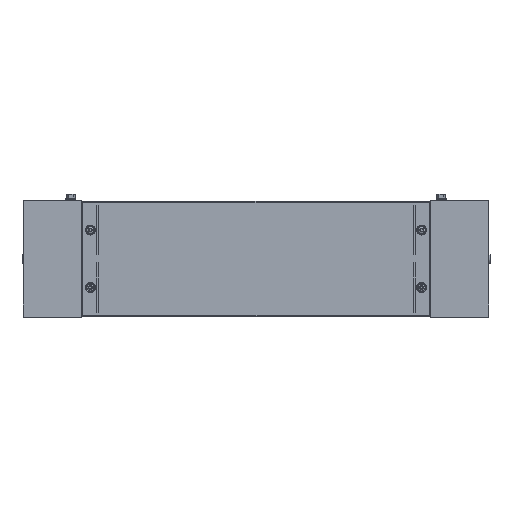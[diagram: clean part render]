
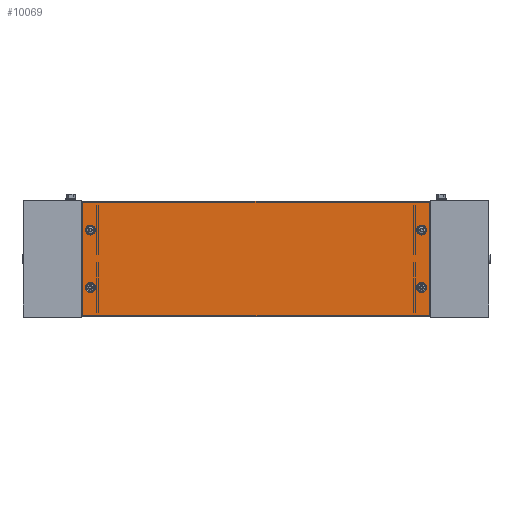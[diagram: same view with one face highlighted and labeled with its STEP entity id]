
A CAD part, top view. The second image highlights one B-rep face of the part: STEP entity #10069.
In plain terms, the highlighted face is planar.
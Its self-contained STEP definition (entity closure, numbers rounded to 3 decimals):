
#147 = LINE ( 'NONE', #5844, #12380 ) ;
#251 = CIRCLE ( 'NONE', #14858, 7.691 ) ;
#371 = AXIS2_PLACEMENT_3D ( 'NONE', #18379, #4474, #10161 ) ;
#448 = DIRECTION ( 'NONE',  ( 0., 0., 1. ) ) ;
#913 = CARTESIAN_POINT ( 'NONE',  ( 101., -1., 0. ) ) ;
#927 = ORIENTED_EDGE ( 'NONE', *, *, #16738, .T. ) ;
#980 = FACE_BOUND ( 'NONE', #10979, .T. ) ;
#1158 = DIRECTION ( 'NONE',  ( 1., 0., 0. ) ) ;
#1193 = CIRCLE ( 'NONE', #3862, 7.691 ) ;
#1529 = ORIENTED_EDGE ( 'NONE', *, *, #6971, .T. ) ;
#1942 = AXIS2_PLACEMENT_3D ( 'NONE', #13235, #448, #16113 ) ;
#2138 = EDGE_LOOP ( 'NONE', ( #9458, #8967 ) ) ;
#2255 = CARTESIAN_POINT ( 'NONE',  ( 123.191, -149.5, 0. ) ) ;
#2302 = DIRECTION ( 'NONE',  ( 1., 0., 0. ) ) ;
#2367 = EDGE_CURVE ( 'NONE', #13935, #6533, #5753, .T. ) ;
#2526 = VECTOR ( 'NONE', #13389, 1000. ) ;
#2701 = DIRECTION ( 'NONE',  ( 0., 0., 1. ) ) ;
#2883 = VERTEX_POINT ( 'NONE', #3703 ) ;
#2923 = CIRCLE ( 'NONE', #14869, 7.691 ) ;
#2942 = CARTESIAN_POINT ( 'NONE',  ( 101., -199., 0. ) ) ;
#3056 = VERTEX_POINT ( 'NONE', #12764 ) ;
#3620 = EDGE_CURVE ( 'NONE', #6533, #13030, #147, .T. ) ;
#3644 = EDGE_CURVE ( 'NONE', #12117, #13935, #10400, .T. ) ;
#3703 = CARTESIAN_POINT ( 'NONE',  ( 692.191, -149.5, 0. ) ) ;
#3862 = AXIS2_PLACEMENT_3D ( 'NONE', #12489, #6889, #2302 ) ;
#3863 = FACE_BOUND ( 'NONE', #2138, .T. ) ;
#4372 = VERTEX_POINT ( 'NONE', #4374 ) ;
#4374 = CARTESIAN_POINT ( 'NONE',  ( 692.191, -50.5, 0. ) ) ;
#4474 = DIRECTION ( 'NONE',  ( 0., 0., 1. ) ) ;
#4566 = EDGE_LOOP ( 'NONE', ( #11660, #7958 ) ) ;
#4900 = CARTESIAN_POINT ( 'NONE',  ( 115.5, -50.5, 0. ) ) ;
#5182 = DIRECTION ( 'NONE',  ( 0., 0., 1. ) ) ;
#5444 = EDGE_CURVE ( 'NONE', #13694, #9211, #9981, .T. ) ;
#5610 = AXIS2_PLACEMENT_3D ( 'NONE', #12450, #13754, #7870 ) ;
#5622 = CARTESIAN_POINT ( 'NONE',  ( 115.5, -149.5, 0. ) ) ;
#5753 = LINE ( 'NONE', #11426, #9745 ) ;
#5819 = CARTESIAN_POINT ( 'NONE',  ( 684.5, -149.5, 0. ) ) ;
#5844 = CARTESIAN_POINT ( 'NONE',  ( 699., -1., 0. ) ) ;
#6533 = VERTEX_POINT ( 'NONE', #16118 ) ;
#6772 = PLANE ( 'NONE',  #9538 ) ;
#6778 = ORIENTED_EDGE ( 'NONE', *, *, #3644, .F. ) ;
#6785 = VERTEX_POINT ( 'NONE', #6960 ) ;
#6866 = CARTESIAN_POINT ( 'NONE',  ( 0., 0., 0. ) ) ;
#6889 = DIRECTION ( 'NONE',  ( 0., 0., 1. ) ) ;
#6960 = CARTESIAN_POINT ( 'NONE',  ( 676.809, -50.5, 0. ) ) ;
#6971 = EDGE_CURVE ( 'NONE', #16181, #3056, #13361, .T. ) ;
#7091 = CARTESIAN_POINT ( 'NONE',  ( 684.5, -149.5, 0. ) ) ;
#7117 = EDGE_CURVE ( 'NONE', #2883, #10587, #2923, .T. ) ;
#7205 = CIRCLE ( 'NONE', #371, 7.691 ) ;
#7745 = CARTESIAN_POINT ( 'NONE',  ( 101., -1., 0. ) ) ;
#7752 = CARTESIAN_POINT ( 'NONE',  ( 676.809, -149.5, 0. ) ) ;
#7870 = DIRECTION ( 'NONE',  ( 1., 0., 0. ) ) ;
#7906 = CARTESIAN_POINT ( 'NONE',  ( 107.809, -149.5, 0. ) ) ;
#7958 = ORIENTED_EDGE ( 'NONE', *, *, #7117, .T. ) ;
#8121 = EDGE_LOOP ( 'NONE', ( #1529, #927 ) ) ;
#8367 = DIRECTION ( 'NONE',  ( -1., 0., 0. ) ) ;
#8769 = AXIS2_PLACEMENT_3D ( 'NONE', #7091, #2701, #15404 ) ;
#8967 = ORIENTED_EDGE ( 'NONE', *, *, #9414, .T. ) ;
#9197 = ORIENTED_EDGE ( 'NONE', *, *, #18076, .T. ) ;
#9211 = VERTEX_POINT ( 'NONE', #2255 ) ;
#9414 = EDGE_CURVE ( 'NONE', #9211, #13694, #14304, .T. ) ;
#9420 = ORIENTED_EDGE ( 'NONE', *, *, #13737, .F. ) ;
#9458 = ORIENTED_EDGE ( 'NONE', *, *, #5444, .T. ) ;
#9538 = AXIS2_PLACEMENT_3D ( 'NONE', #6866, #16667, #1158 ) ;
#9614 = CARTESIAN_POINT ( 'NONE',  ( 699., -1., 0. ) ) ;
#9745 = VECTOR ( 'NONE', #17116, 1000. ) ;
#9856 = LINE ( 'NONE', #913, #11140 ) ;
#9981 = CIRCLE ( 'NONE', #1942, 7.691 ) ;
#9996 = EDGE_LOOP ( 'NONE', ( #6778, #9420, #14477, #11097 ) ) ;
#10069 = ADVANCED_FACE ( 'NONE', ( #13767, #3863, #980, #17971, #18063 ), #6772, .F. ) ;
#10161 = DIRECTION ( 'NONE',  ( 1., 0., 0. ) ) ;
#10400 = LINE ( 'NONE', #17495, #2526 ) ;
#10587 = VERTEX_POINT ( 'NONE', #7752 ) ;
#10821 = EDGE_CURVE ( 'NONE', #6785, #4372, #7205, .T. ) ;
#10979 = EDGE_LOOP ( 'NONE', ( #14079, #9197 ) ) ;
#11097 = ORIENTED_EDGE ( 'NONE', *, *, #2367, .F. ) ;
#11140 = VECTOR ( 'NONE', #8367, 1000. ) ;
#11426 = CARTESIAN_POINT ( 'NONE',  ( 101., -199., 0. ) ) ;
#11660 = ORIENTED_EDGE ( 'NONE', *, *, #14461, .T. ) ;
#12117 = VERTEX_POINT ( 'NONE', #7745 ) ;
#12380 = VECTOR ( 'NONE', #14515, 1000. ) ;
#12450 = CARTESIAN_POINT ( 'NONE',  ( 115.5, -50.5, 0. ) ) ;
#12489 = CARTESIAN_POINT ( 'NONE',  ( 684.5, -50.5, 0. ) ) ;
#12525 = AXIS2_PLACEMENT_3D ( 'NONE', #5622, #16128, #14296 ) ;
#12764 = CARTESIAN_POINT ( 'NONE',  ( 123.191, -50.5, 0. ) ) ;
#13030 = VERTEX_POINT ( 'NONE', #9614 ) ;
#13235 = CARTESIAN_POINT ( 'NONE',  ( 115.5, -149.5, 0. ) ) ;
#13361 = CIRCLE ( 'NONE', #5610, 7.691 ) ;
#13389 = DIRECTION ( 'NONE',  ( 0., -1., 0. ) ) ;
#13694 = VERTEX_POINT ( 'NONE', #7906 ) ;
#13737 = EDGE_CURVE ( 'NONE', #13030, #12117, #9856, .T. ) ;
#13754 = DIRECTION ( 'NONE',  ( 0., 0., 1. ) ) ;
#13767 = FACE_BOUND ( 'NONE', #4566, .T. ) ;
#13935 = VERTEX_POINT ( 'NONE', #2942 ) ;
#14079 = ORIENTED_EDGE ( 'NONE', *, *, #10821, .T. ) ;
#14296 = DIRECTION ( 'NONE',  ( 1., 0., 0. ) ) ;
#14304 = CIRCLE ( 'NONE', #12525, 7.691 ) ;
#14461 = EDGE_CURVE ( 'NONE', #10587, #2883, #17720, .T. ) ;
#14477 = ORIENTED_EDGE ( 'NONE', *, *, #3620, .F. ) ;
#14515 = DIRECTION ( 'NONE',  ( 0., 1., 0. ) ) ;
#14858 = AXIS2_PLACEMENT_3D ( 'NONE', #4900, #5182, #18061 ) ;
#14869 = AXIS2_PLACEMENT_3D ( 'NONE', #5819, #18317, #17007 ) ;
#15061 = CARTESIAN_POINT ( 'NONE',  ( 107.809, -50.5, 0. ) ) ;
#15404 = DIRECTION ( 'NONE',  ( 1., 0., 0. ) ) ;
#16113 = DIRECTION ( 'NONE',  ( 1., 0., 0. ) ) ;
#16118 = CARTESIAN_POINT ( 'NONE',  ( 699., -199., 0. ) ) ;
#16128 = DIRECTION ( 'NONE',  ( 0., 0., 1. ) ) ;
#16181 = VERTEX_POINT ( 'NONE', #15061 ) ;
#16667 = DIRECTION ( 'NONE',  ( 0., 0., 1. ) ) ;
#16738 = EDGE_CURVE ( 'NONE', #3056, #16181, #251, .T. ) ;
#17007 = DIRECTION ( 'NONE',  ( 1., 0., 0. ) ) ;
#17116 = DIRECTION ( 'NONE',  ( 1., 0., 0. ) ) ;
#17495 = CARTESIAN_POINT ( 'NONE',  ( 101., -1., 0. ) ) ;
#17720 = CIRCLE ( 'NONE', #8769, 7.691 ) ;
#17971 = FACE_BOUND ( 'NONE', #8121, .T. ) ;
#18061 = DIRECTION ( 'NONE',  ( 1., 0., 0. ) ) ;
#18063 = FACE_OUTER_BOUND ( 'NONE', #9996, .T. ) ;
#18076 = EDGE_CURVE ( 'NONE', #4372, #6785, #1193, .T. ) ;
#18317 = DIRECTION ( 'NONE',  ( 0., 0., 1. ) ) ;
#18379 = CARTESIAN_POINT ( 'NONE',  ( 684.5, -50.5, 0. ) ) ;
